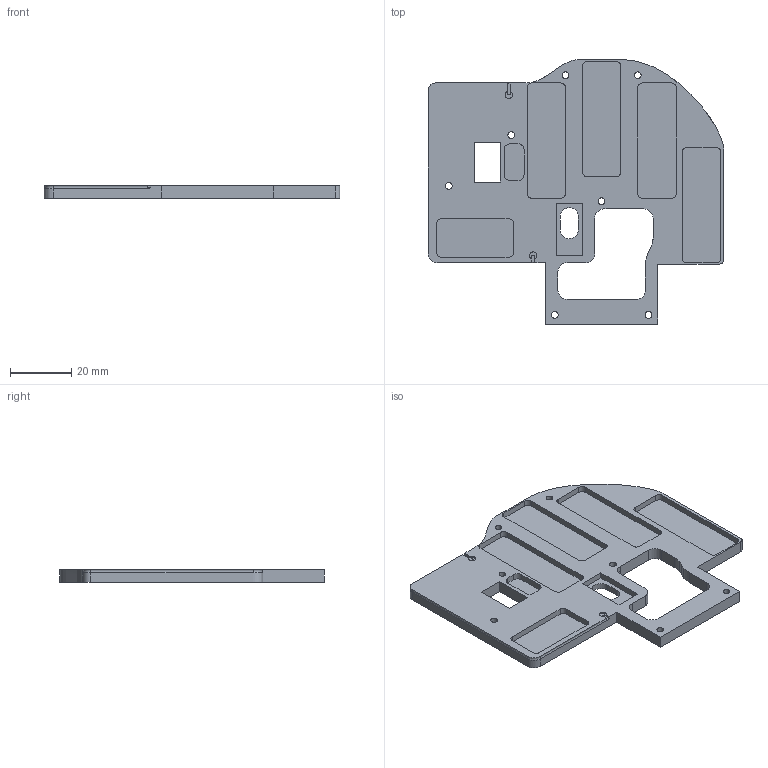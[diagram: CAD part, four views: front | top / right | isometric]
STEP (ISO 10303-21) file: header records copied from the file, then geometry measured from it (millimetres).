
FILE_DESCRIPTION(('Open CASCADE Model'),'2;1');
FILE_NAME('Open CASCADE Shape Model','2023-01-30T23:27:48',('Author'),( 'Open CASCADE'),'Open CASCADE STEP processor 7.6','Open CASCADE 7.6' ,'Unknown');
FILE_SCHEMA(('AUTOMOTIVE_DESIGN { 1 0 10303 214 1 1 1 1 }'));
Length unit declared in the file: millimetre
Products named in the file (5): CQ assembly; ffb3fe36-a127-11ed-a8dc-7c67a220b3cc; ffb3fe36-a127-11ed-a8dc-7c67a220b3cc_part; ffb40138-a127-11ed-a8dc-7c67a220b3cc; ffb40138-a127-11ed-a8dc-7c67a220b3cc_part
Assembly tree (4 placements, depth 4):
  CQ assembly
    ffb3fe36-a127-11ed-a8dc-7c67a220b3cc
      ffb3fe36-a127-11ed-a8dc-7c67a220b3cc_part
      ffb40138-a127-11ed-a8dc-7c67a220b3cc
        ffb40138-a127-11ed-a8dc-7c67a220b3cc_part
Bounding box: 96.2 x 86 x 4 mm (x, y, z)
Volume: 17704.3 mm3; surface area: 14774.5 mm2
Topology: 1 solids, 1 shells, 140 faces, 372 edges, 248 vertices
Faces by surface type: plane 78, cylinder 54, extrusion 6, torus 2
Full cylindrical faces by diameter (mm): 2.2 x7, 5 x7
Entity records: 9572 total; most frequent: CARTESIAN_POINT 2057, DIRECTION 1365, VECTOR 766, LINE 760, ORIENTED_EDGE 744, PCURVE 744, DEFINITIONAL_REPRESENTATION 744, EDGE_CURVE 372
